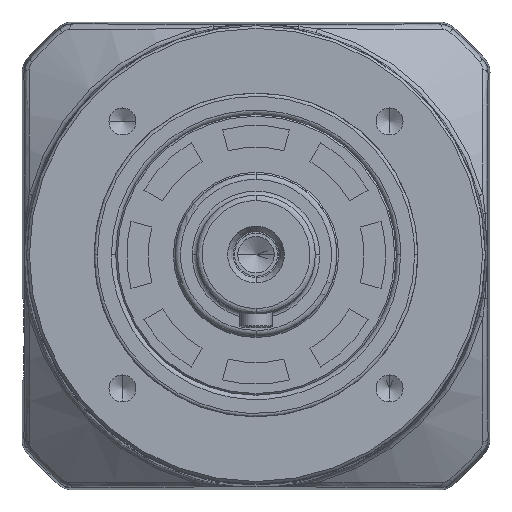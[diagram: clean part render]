
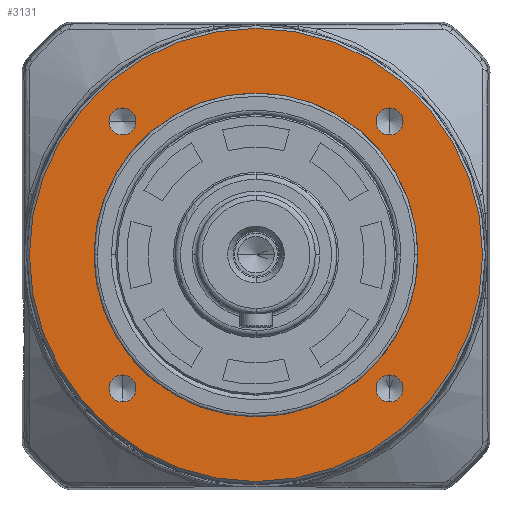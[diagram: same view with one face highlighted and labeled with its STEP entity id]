
A CAD part, top view. The second image highlights one B-rep face of the part: STEP entity #3131.
In plain terms, the highlighted planar face has unit normal (0, 0, 1).
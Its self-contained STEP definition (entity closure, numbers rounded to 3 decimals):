
#219 = VERTEX_POINT ( 'NONE', #43944 ) ;
#821 = ORIENTED_EDGE ( 'NONE', *, *, #20647, .T. ) ;
#936 = ORIENTED_EDGE ( 'NONE', *, *, #47704, .T. ) ;
#987 = DIRECTION ( 'NONE',  ( 1., 0., 0. ) ) ;
#1007 = EDGE_CURVE ( 'NONE', #38540, #34332, #35220, .T. ) ;
#1058 = DIRECTION ( 'NONE',  ( 0., 0., -1. ) ) ;
#1117 = CARTESIAN_POINT ( 'NONE',  ( -24.749, -24.749, 41.5 ) ) ;
#1924 = CIRCLE ( 'NONE', #8928, 42. ) ;
#2292 = DIRECTION ( 'NONE',  ( 1., 0., 0. ) ) ;
#2360 = DIRECTION ( 'NONE',  ( 0., 0., -1. ) ) ;
#2370 = CARTESIAN_POINT ( 'NONE',  ( 24.749, 24.749, 41.5 ) ) ;
#2428 = EDGE_LOOP ( 'NONE', ( #821, #49389 ) ) ;
#2583 = AXIS2_PLACEMENT_3D ( 'NONE', #53579, #28358, #2847 ) ;
#2618 = AXIS2_PLACEMENT_3D ( 'NONE', #37334, #37279, #37268 ) ;
#2847 = DIRECTION ( 'NONE',  ( 1., 0., 0. ) ) ;
#3131 = ADVANCED_FACE ( 'NONE', ( #52141, #51731, #15865, #22946, #29251, #11298 ), #8074, .T. ) ;
#4066 = VERTEX_POINT ( 'NONE', #32958 ) ;
#4598 = CARTESIAN_POINT ( 'NONE',  ( -30., 0., 41.5 ) ) ;
#4709 = CARTESIAN_POINT ( 'NONE',  ( -27.249, -24.749, 41.5 ) ) ;
#4839 = ORIENTED_EDGE ( 'NONE', *, *, #54748, .T. ) ;
#5082 = CARTESIAN_POINT ( 'NONE',  ( -27.249, 24.749, 41.5 ) ) ;
#5573 = CIRCLE ( 'NONE', #48130, 2.5 ) ;
#6781 = EDGE_LOOP ( 'NONE', ( #4839, #7269 ) ) ;
#6859 = CIRCLE ( 'NONE', #28013, 30. ) ;
#7269 = ORIENTED_EDGE ( 'NONE', *, *, #25945, .T. ) ;
#7601 = EDGE_CURVE ( 'NONE', #9017, #32810, #50270, .T. ) ;
#8063 = DIRECTION ( 'NONE',  ( 1., 0., 0. ) ) ;
#8074 = PLANE ( 'NONE',  #43738 ) ;
#8248 = CARTESIAN_POINT ( 'NONE',  ( 0., 0., 41.5 ) ) ;
#8283 = VERTEX_POINT ( 'NONE', #12647 ) ;
#8366 = DIRECTION ( 'NONE',  ( 0., 0., 1. ) ) ;
#8584 = EDGE_CURVE ( 'NONE', #32810, #9017, #54778, .T. ) ;
#8899 = VERTEX_POINT ( 'NONE', #42404 ) ;
#8928 = AXIS2_PLACEMENT_3D ( 'NONE', #39236, #39123, #39056 ) ;
#9017 = VERTEX_POINT ( 'NONE', #39827 ) ;
#9997 = DIRECTION ( 'NONE',  ( 0., 0., -1. ) ) ;
#11200 = DIRECTION ( 'NONE',  ( 1., 0., 0. ) ) ;
#11298 = FACE_BOUND ( 'NONE', #49915, .T. ) ;
#11323 = DIRECTION ( 'NONE',  ( 0., 0., -1. ) ) ;
#11373 = CARTESIAN_POINT ( 'NONE',  ( -24.749, 24.749, 41.5 ) ) ;
#12261 = VERTEX_POINT ( 'NONE', #4598 ) ;
#12647 = CARTESIAN_POINT ( 'NONE',  ( -22.249, -24.749, 41.5 ) ) ;
#13360 = DIRECTION ( 'NONE',  ( 1., 0., 0. ) ) ;
#13420 = DIRECTION ( 'NONE',  ( 0., 0., -1. ) ) ;
#13538 = CARTESIAN_POINT ( 'NONE',  ( -24.749, 24.749, 41.5 ) ) ;
#14295 = EDGE_CURVE ( 'NONE', #52067, #8899, #1924, .T. ) ;
#15399 = CIRCLE ( 'NONE', #22975, 30. ) ;
#15427 = EDGE_CURVE ( 'NONE', #38489, #8283, #49687, .T. ) ;
#15865 = FACE_BOUND ( 'NONE', #26392, .T. ) ;
#16221 = DIRECTION ( 'NONE',  ( 0., 0., -1. ) ) ;
#16260 = ORIENTED_EDGE ( 'NONE', *, *, #17832, .T. ) ;
#17832 = EDGE_CURVE ( 'NONE', #34332, #38540, #5573, .T. ) ;
#18708 = EDGE_CURVE ( 'NONE', #46903, #12261, #6859, .T. ) ;
#18989 = CARTESIAN_POINT ( 'NONE',  ( -22.249, 24.749, 41.5 ) ) ;
#19291 = AXIS2_PLACEMENT_3D ( 'NONE', #2370, #2360, #2292 ) ;
#20647 = EDGE_CURVE ( 'NONE', #8283, #38489, #29381, .T. ) ;
#21318 = ORIENTED_EDGE ( 'NONE', *, *, #8584, .T. ) ;
#22946 = FACE_BOUND ( 'NONE', #6781, .T. ) ;
#22975 = AXIS2_PLACEMENT_3D ( 'NONE', #35481, #9997, #39720 ) ;
#23027 = EDGE_LOOP ( 'NONE', ( #32878, #49841 ) ) ;
#25945 = EDGE_CURVE ( 'NONE', #4066, #219, #50300, .T. ) ;
#26392 = EDGE_LOOP ( 'NONE', ( #21318, #48386 ) ) ;
#28013 = AXIS2_PLACEMENT_3D ( 'NONE', #54671, #54159, #54627 ) ;
#28198 = ORIENTED_EDGE ( 'NONE', *, *, #18708, .T. ) ;
#28358 = DIRECTION ( 'NONE',  ( 0., 0., -1. ) ) ;
#29142 = CIRCLE ( 'NONE', #2583, 2.5 ) ;
#29251 = FACE_BOUND ( 'NONE', #2428, .T. ) ;
#29381 = CIRCLE ( 'NONE', #38731, 2.5 ) ;
#30736 = CARTESIAN_POINT ( 'NONE',  ( -42., 0., 41.5 ) ) ;
#32810 = VERTEX_POINT ( 'NONE', #48822 ) ;
#32878 = ORIENTED_EDGE ( 'NONE', *, *, #14295, .F. ) ;
#32958 = CARTESIAN_POINT ( 'NONE',  ( 22.249, -24.749, 41.5 ) ) ;
#34332 = VERTEX_POINT ( 'NONE', #18989 ) ;
#35220 = CIRCLE ( 'NONE', #39818, 2.5 ) ;
#35481 = CARTESIAN_POINT ( 'NONE',  ( 0., 0., 41.5 ) ) ;
#37076 = EDGE_LOOP ( 'NONE', ( #28198, #936 ) ) ;
#37268 = DIRECTION ( 'NONE',  ( 1., 0., 0. ) ) ;
#37279 = DIRECTION ( 'NONE',  ( 0., 0., -1. ) ) ;
#37334 = CARTESIAN_POINT ( 'NONE',  ( 24.749, 24.749, 41.5 ) ) ;
#38489 = VERTEX_POINT ( 'NONE', #4709 ) ;
#38540 = VERTEX_POINT ( 'NONE', #5082 ) ;
#38731 = AXIS2_PLACEMENT_3D ( 'NONE', #51440, #51365, #51304 ) ;
#38884 = AXIS2_PLACEMENT_3D ( 'NONE', #1117, #1058, #987 ) ;
#39056 = DIRECTION ( 'NONE',  ( -1., 0., 0. ) ) ;
#39123 = DIRECTION ( 'NONE',  ( 0., 0., -1. ) ) ;
#39236 = CARTESIAN_POINT ( 'NONE',  ( 0., 0., 41.5 ) ) ;
#39720 = DIRECTION ( 'NONE',  ( 1., 0., 0. ) ) ;
#39818 = AXIS2_PLACEMENT_3D ( 'NONE', #11373, #11323, #11200 ) ;
#39827 = CARTESIAN_POINT ( 'NONE',  ( 22.249, 24.749, 41.5 ) ) ;
#41659 = CARTESIAN_POINT ( 'NONE',  ( 0., 0., 41.5 ) ) ;
#42404 = CARTESIAN_POINT ( 'NONE',  ( 42., 0., 41.5 ) ) ;
#42759 = AXIS2_PLACEMENT_3D ( 'NONE', #41659, #16221, #45886 ) ;
#43429 = EDGE_CURVE ( 'NONE', #8899, #52067, #45340, .T. ) ;
#43536 = CARTESIAN_POINT ( 'NONE',  ( 30., 0., 41.5 ) ) ;
#43738 = AXIS2_PLACEMENT_3D ( 'NONE', #8248, #8366, #8063 ) ;
#43944 = CARTESIAN_POINT ( 'NONE',  ( 27.249, -24.749, 41.5 ) ) ;
#45340 = CIRCLE ( 'NONE', #42759, 42. ) ;
#45427 = AXIS2_PLACEMENT_3D ( 'NONE', #54672, #54609, #54597 ) ;
#45886 = DIRECTION ( 'NONE',  ( -1., 0., 0. ) ) ;
#46903 = VERTEX_POINT ( 'NONE', #43536 ) ;
#47704 = EDGE_CURVE ( 'NONE', #12261, #46903, #15399, .T. ) ;
#48130 = AXIS2_PLACEMENT_3D ( 'NONE', #13538, #13420, #13360 ) ;
#48386 = ORIENTED_EDGE ( 'NONE', *, *, #7601, .T. ) ;
#48822 = CARTESIAN_POINT ( 'NONE',  ( 27.249, 24.749, 41.5 ) ) ;
#49389 = ORIENTED_EDGE ( 'NONE', *, *, #15427, .T. ) ;
#49687 = CIRCLE ( 'NONE', #38884, 2.5 ) ;
#49841 = ORIENTED_EDGE ( 'NONE', *, *, #43429, .F. ) ;
#49915 = EDGE_LOOP ( 'NONE', ( #16260, #49954 ) ) ;
#49954 = ORIENTED_EDGE ( 'NONE', *, *, #1007, .T. ) ;
#50270 = CIRCLE ( 'NONE', #2618, 2.5 ) ;
#50300 = CIRCLE ( 'NONE', #45427, 2.5 ) ;
#51304 = DIRECTION ( 'NONE',  ( 1., 0., 0. ) ) ;
#51365 = DIRECTION ( 'NONE',  ( 0., 0., -1. ) ) ;
#51440 = CARTESIAN_POINT ( 'NONE',  ( -24.749, -24.749, 41.5 ) ) ;
#51731 = FACE_OUTER_BOUND ( 'NONE', #23027, .T. ) ;
#52067 = VERTEX_POINT ( 'NONE', #30736 ) ;
#52141 = FACE_BOUND ( 'NONE', #37076, .T. ) ;
#53579 = CARTESIAN_POINT ( 'NONE',  ( 24.749, -24.749, 41.5 ) ) ;
#54159 = DIRECTION ( 'NONE',  ( 0., 0., -1. ) ) ;
#54597 = DIRECTION ( 'NONE',  ( 1., 0., 0. ) ) ;
#54609 = DIRECTION ( 'NONE',  ( 0., 0., -1. ) ) ;
#54627 = DIRECTION ( 'NONE',  ( 1., 0., 0. ) ) ;
#54671 = CARTESIAN_POINT ( 'NONE',  ( 0., 0., 41.5 ) ) ;
#54672 = CARTESIAN_POINT ( 'NONE',  ( 24.749, -24.749, 41.5 ) ) ;
#54748 = EDGE_CURVE ( 'NONE', #219, #4066, #29142, .T. ) ;
#54778 = CIRCLE ( 'NONE', #19291, 2.5 ) ;
